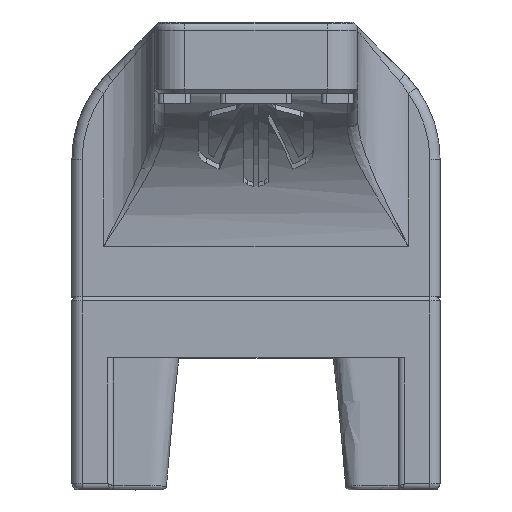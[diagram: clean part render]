
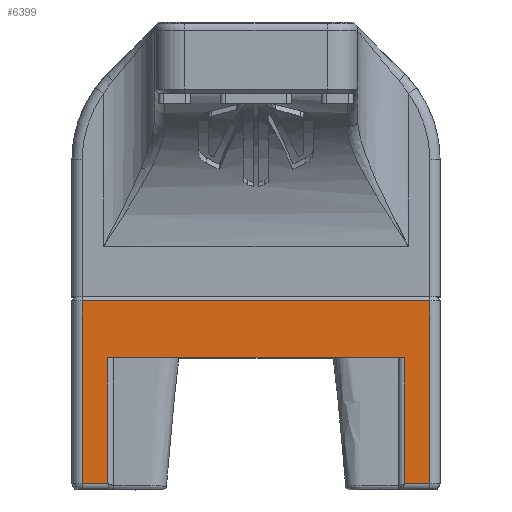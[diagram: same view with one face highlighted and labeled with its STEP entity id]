
A CAD part, top view. The second image highlights one B-rep face of the part: STEP entity #6399.
In plain terms, the highlighted planar face has unit normal (0, 0, 1).
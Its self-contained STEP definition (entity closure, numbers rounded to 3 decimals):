
#934=FACE_OUTER_BOUND('',#1333,.T.);
#1333=EDGE_LOOP('',(#5121,#5122,#5123,#5124,#5125,#5126,#5127,#5128));
#2034=LINE('',#11064,#2374);
#2051=LINE('',#11198,#2391);
#2069=LINE('',#11242,#2409);
#2074=LINE('',#11358,#2414);
#2077=LINE('',#11362,#2417);
#2080=LINE('',#11368,#2420);
#2081=LINE('',#11371,#2421);
#2082=LINE('',#11372,#2422);
#2374=VECTOR('',#8165,10.);
#2391=VECTOR('',#8228,10.);
#2409=VECTOR('',#8274,10.);
#2414=VECTOR('',#8325,10.);
#2417=VECTOR('',#8330,10.);
#2420=VECTOR('',#8339,10.);
#2421=VECTOR('',#8342,10.);
#2422=VECTOR('',#8343,10.);
#2777=VERTEX_POINT('',#11062);
#2778=VERTEX_POINT('',#11063);
#2804=VERTEX_POINT('',#11190);
#2806=VERTEX_POINT('',#11196);
#2818=VERTEX_POINT('',#11241);
#2820=VERTEX_POINT('',#11270);
#2832=VERTEX_POINT('',#11353);
#2833=VERTEX_POINT('',#11370);
#3562=EDGE_CURVE('',#2777,#2778,#2034,.T.);
#3598=EDGE_CURVE('',#2806,#2804,#2051,.T.);
#3620=EDGE_CURVE('',#2804,#2818,#2069,.T.);
#3643=EDGE_CURVE('',#2820,#2832,#2074,.T.);
#3646=EDGE_CURVE('',#2778,#2820,#2077,.T.);
#3649=EDGE_CURVE('',#2832,#2806,#2080,.T.);
#3650=EDGE_CURVE('',#2833,#2777,#2081,.T.);
#3651=EDGE_CURVE('',#2818,#2833,#2082,.T.);
#5121=ORIENTED_EDGE('',*,*,#3598,.F.);
#5122=ORIENTED_EDGE('',*,*,#3649,.F.);
#5123=ORIENTED_EDGE('',*,*,#3643,.F.);
#5124=ORIENTED_EDGE('',*,*,#3646,.F.);
#5125=ORIENTED_EDGE('',*,*,#3562,.F.);
#5126=ORIENTED_EDGE('',*,*,#3650,.F.);
#5127=ORIENTED_EDGE('',*,*,#3651,.F.);
#5128=ORIENTED_EDGE('',*,*,#3620,.F.);
#6164=PLANE('',#7045);
#6399=ADVANCED_FACE('',(#934),#6164,.T.);
#7045=AXIS2_PLACEMENT_3D('',#11369,#8340,#8341);
#8165=DIRECTION('',(-1.,0.,0.));
#8228=DIRECTION('',(1.,0.,0.));
#8274=DIRECTION('',(0.,-1.,0.));
#8325=DIRECTION('',(-1.,0.,0.));
#8330=DIRECTION('',(0.,-1.,0.));
#8339=DIRECTION('',(0.,1.,0.));
#8340=DIRECTION('center_axis',(0.,0.,
1.));
#8341=DIRECTION('ref_axis',(-1.,0.,0.));
#8342=DIRECTION('',(0.,1.,0.));
#8343=DIRECTION('',(-1.,0.,0.));
#11062=CARTESIAN_POINT('',(143.227,296.749,-20.));
#11063=CARTESIAN_POINT('',(114.027,296.749,-20.));
#11064=CARTESIAN_POINT('',(137.691,296.749,-20.));
#11190=CARTESIAN_POINT('',(145.755,302.349,-20.));
#11196=CARTESIAN_POINT('',(111.5,302.349,-20.));
#11198=CARTESIAN_POINT('',(137.691,302.349,-20.));
#11241=CARTESIAN_POINT('',(145.755,284.349,-20.));
#11242=CARTESIAN_POINT('',(145.755,302.749,-20.));
#11270=CARTESIAN_POINT('',(114.027,284.349,-20.));
#11353=CARTESIAN_POINT('',(111.5,284.349,-20.));
#11358=CARTESIAN_POINT('',(137.691,284.349,-20.));
#11362=CARTESIAN_POINT('',(114.027,299.749,-20.));
#11368=CARTESIAN_POINT('',(111.5,302.749,-20.));
#11369=CARTESIAN_POINT('Origin',(146.755,302.749,-20.));
#11370=CARTESIAN_POINT('',(143.227,284.349,-20.));
#11371=CARTESIAN_POINT('',(143.227,299.749,-20.));
#11372=CARTESIAN_POINT('',(137.691,284.349,-20.));
